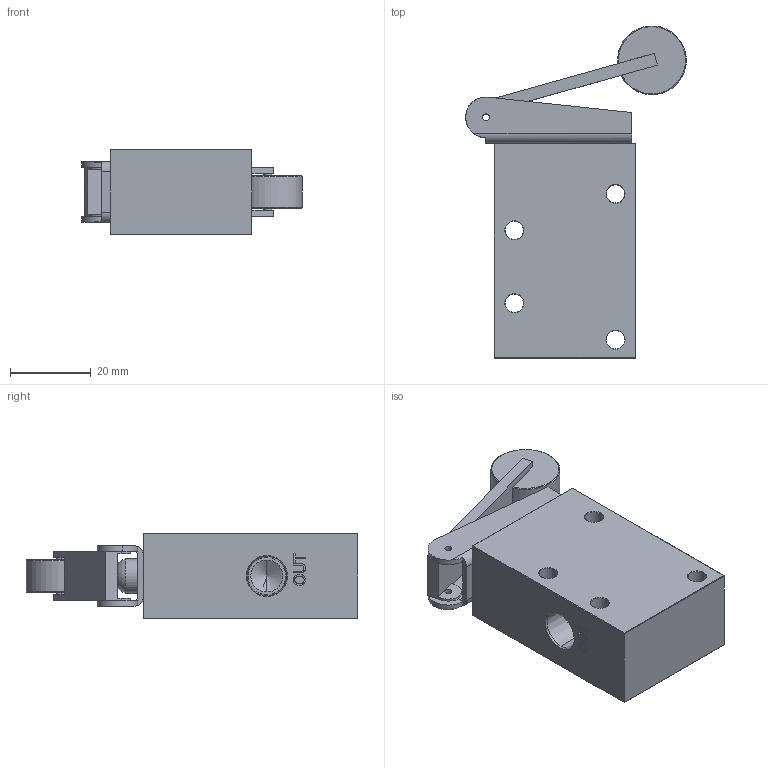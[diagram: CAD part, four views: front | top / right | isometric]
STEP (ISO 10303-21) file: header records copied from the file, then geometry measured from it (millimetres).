
FILE_DESCRIPTION (( 'STEP AP214' ), '1' );
FILE_NAME ('VMVM4301120331119954.step', '2007-11-20T08:31:16', ( 'SysAdmin' ), ( 'SolidWorks' ), 'SwSTEP 2.0', 'SolidWorks 2008', '' );
FILE_SCHEMA (( 'AUTOMOTIVE_DESIGN' ));
Length unit declared in the file: millimetre
Products named in the file (3): VMVM4301120331119954; VM430-01-01.step_VM400 Base; VM430-01-01.step_VM1000 Roller
Assembly tree (2 placements, depth 2):
  VMVM4301120331119954
    VM430-01-01.step_VM1000 Roller
    VM430-01-01.step_VM400 Base
Bounding box: 54.47 x 81.97 x 21 mm (x, y, z)
Volume: 40196.7 mm3; surface area: 14327.4 mm2
Topology: 2 solids, 2 shells, 241 faces, 608 edges, 381 vertices
Faces by surface type: plane 114, cylinder 49, cone 45, bspline 32, sphere 1
Entity records: 10397 total; most frequent: CARTESIAN_POINT 3450, ORIENTED_EDGE 1194, DIRECTION 1092, EDGE_CURVE 597, LINE 382, VECTOR 382, VERTEX_POINT 379, AXIS2_PLACEMENT_3D 355
